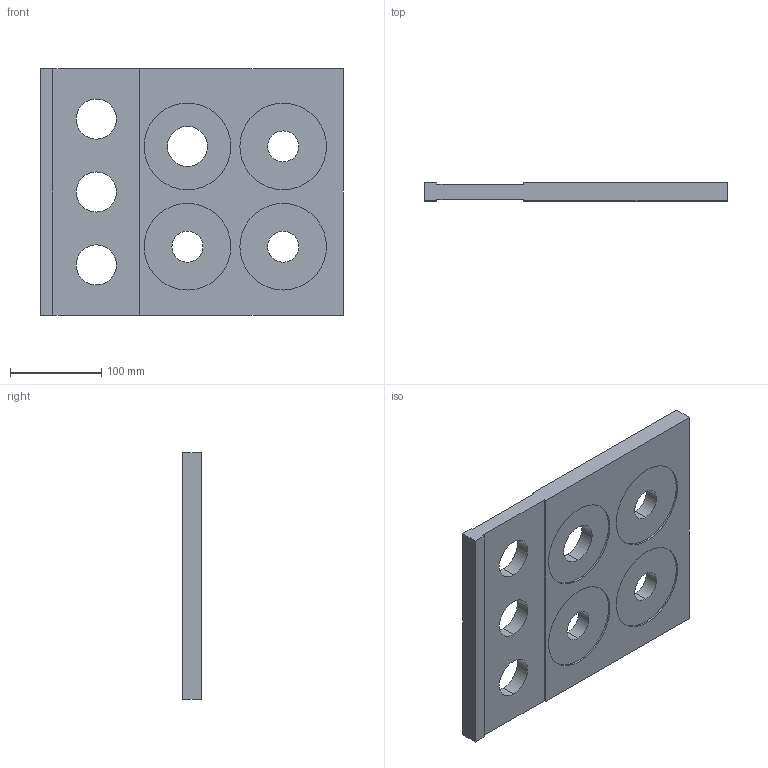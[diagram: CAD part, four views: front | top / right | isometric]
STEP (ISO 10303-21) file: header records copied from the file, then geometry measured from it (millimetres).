
FILE_DESCRIPTION (( 'STEP AP203' ), '1' );
FILE_NAME ('諉盄啣.STEP', '2021-11-27T08:10:53', ( '' ), ( '' ), 'SwSTEP 2.0', 'SolidWorks 2018', '' );
FILE_SCHEMA (( 'CONFIG_CONTROL_DESIGN' ));
Length unit declared in the file: millimetre
Products named in the file (1): 諉盄啣
Bounding box: 332 x 20 x 270 mm (x, y, z)
Volume: 1434642.9 mm3; surface area: 207080.1 mm2
Topology: 1 solids, 1 shells, 85 faces, 192 edges, 128 vertices
Faces by surface type: cylinder 52, plane 33
Entity records: 2535 total; most frequent: DIRECTION 468, CARTESIAN_POINT 406, ORIENTED_EDGE 384, EDGE_CURVE 192, AXIS2_PLACEMENT_3D 190, VERTEX_POINT 128, EDGE_LOOP 118, CIRCLE 104
